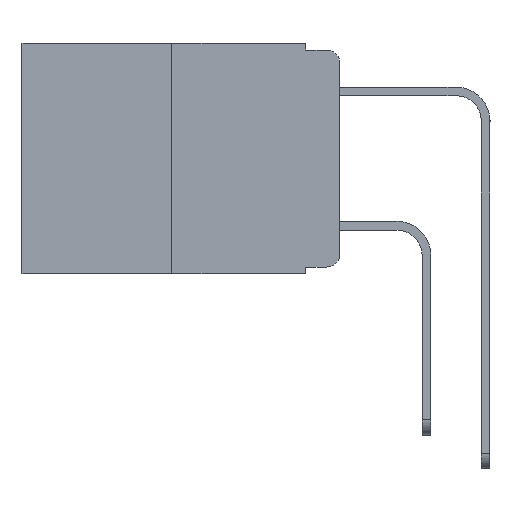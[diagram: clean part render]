
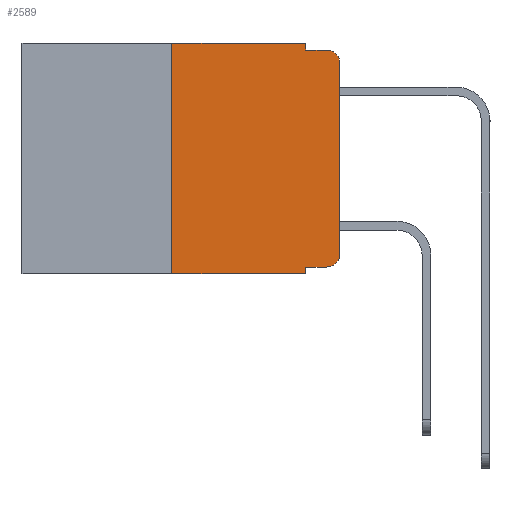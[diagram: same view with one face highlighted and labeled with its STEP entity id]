
A CAD part, left-side view. The second image highlights one B-rep face of the part: STEP entity #2589.
In plain terms, the highlighted planar face has unit normal (-1, 0, 0).
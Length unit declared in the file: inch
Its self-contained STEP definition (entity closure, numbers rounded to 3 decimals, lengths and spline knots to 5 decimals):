
#189 = VERTEX_POINT ( 'NONE', #8616 ) ;
#278 = ORIENTED_EDGE ( 'NONE', *, *, #7785, .T. ) ;
#632 = ORIENTED_EDGE ( 'NONE', *, *, #4817, .F. ) ;
#986 = CARTESIAN_POINT ( 'NONE',  ( 0., 0.051, 0. ) ) ;
#1442 = EDGE_LOOP ( 'NONE', ( #4100, #10039, #4801, #2175, #8111, #5493, #278, #632, #3567, #9531 ) ) ;
#1507 = EDGE_CURVE ( 'NONE', #2874, #13621, #8303, .T. ) ;
#1715 = VERTEX_POINT ( 'NONE', #9495 ) ;
#1815 = CARTESIAN_POINT ( 'NONE',  ( 0., 0.02, -0.333 ) ) ;
#1915 = LINE ( 'NONE', #986, #11526 ) ;
#1981 = FACE_OUTER_BOUND ( 'NONE', #1442, .T. ) ;
#2175 = ORIENTED_EDGE ( 'NONE', *, *, #13547, .F. ) ;
#2205 = VECTOR ( 'NONE', #8972, 39.37008 ) ;
#2267 = CARTESIAN_POINT ( 'NONE',  ( 0., 0.473, 0. ) ) ;
#2305 = LINE ( 'NONE', #6636, #13855 ) ;
#2589 = ADVANCED_FACE ( 'NONE', ( #1981 ), #12612, .F. ) ;
#2802 = EDGE_CURVE ( 'NONE', #13621, #12905, #10374, .T. ) ;
#2874 = VERTEX_POINT ( 'NONE', #13659 ) ;
#3132 = CARTESIAN_POINT ( 'NONE',  ( 0., 0.051, -0.01 ) ) ;
#3567 = ORIENTED_EDGE ( 'NONE', *, *, #8940, .T. ) ;
#3642 = CARTESIAN_POINT ( 'NONE',  ( 0., 0.473, 0. ) ) ;
#3843 = CARTESIAN_POINT ( 'NONE',  ( 0., 0.051, -0.343 ) ) ;
#4100 = ORIENTED_EDGE ( 'NONE', *, *, #1507, .T. ) ;
#4396 = CARTESIAN_POINT ( 'NONE',  ( 0., 0.02, -0.01 ) ) ;
#4639 = VECTOR ( 'NONE', #8474, 39.37008 ) ;
#4801 = ORIENTED_EDGE ( 'NONE', *, *, #5490, .F. ) ;
#4817 = EDGE_CURVE ( 'NONE', #1715, #14376, #13470, .T. ) ;
#4892 = VECTOR ( 'NONE', #8402, 39.37008 ) ;
#5104 = CARTESIAN_POINT ( 'NONE',  ( 0., 0.25, 0. ) ) ;
#5490 = EDGE_CURVE ( 'NONE', #11552, #12905, #13822, .T. ) ;
#5493 = ORIENTED_EDGE ( 'NONE', *, *, #6710, .F. ) ;
#5727 = AXIS2_PLACEMENT_3D ( 'NONE', #6644, #7762, #6419 ) ;
#5935 = DIRECTION ( 'NONE',  ( 0., -1., 0. ) ) ;
#6124 = DIRECTION ( 'NONE',  ( -1., 0., 0. ) ) ;
#6180 = VECTOR ( 'NONE', #5935, 39.37008 ) ;
#6419 = DIRECTION ( 'NONE',  ( 0., 0., -1. ) ) ;
#6636 = CARTESIAN_POINT ( 'NONE',  ( 0., 0.051, -0.333 ) ) ;
#6644 = CARTESIAN_POINT ( 'NONE',  ( 0., 0.02, -0.03 ) ) ;
#6710 = EDGE_CURVE ( 'NONE', #189, #11668, #7612, .T. ) ;
#7612 = LINE ( 'NONE', #5104, #4639 ) ;
#7726 = AXIS2_PLACEMENT_3D ( 'NONE', #12840, #6124, #13961 ) ;
#7762 = DIRECTION ( 'NONE',  ( -1., 0., 0. ) ) ;
#7785 = EDGE_CURVE ( 'NONE', #189, #14376, #9160, .T. ) ;
#7926 = EDGE_CURVE ( 'NONE', #13353, #2874, #13025, .T. ) ;
#8111 = ORIENTED_EDGE ( 'NONE', *, *, #12282, .F. ) ;
#8297 = DIRECTION ( 'NONE',  ( 0., 0., -1. ) ) ;
#8303 = LINE ( 'NONE', #11647, #8649 ) ;
#8309 = DIRECTION ( 'NONE',  ( 0., 0., 1. ) ) ;
#8402 = DIRECTION ( 'NONE',  ( 0., -1., 0. ) ) ;
#8474 = DIRECTION ( 'NONE',  ( 0., 0., 1. ) ) ;
#8616 = CARTESIAN_POINT ( 'NONE',  ( 0., 0.25, -0.343 ) ) ;
#8649 = VECTOR ( 'NONE', #8309, 39.37008 ) ;
#8880 = CARTESIAN_POINT ( 'NONE',  ( 0., 0.25, 0. ) ) ;
#8940 = EDGE_CURVE ( 'NONE', #1715, #13353, #2305, .T. ) ;
#8972 = DIRECTION ( 'NONE',  ( 0., -1., 0. ) ) ;
#9160 = LINE ( 'NONE', #12644, #6180 ) ;
#9277 = CARTESIAN_POINT ( 'NONE',  ( 0., 0., -0.03 ) ) ;
#9495 = CARTESIAN_POINT ( 'NONE',  ( 0., 0.051, -0.333 ) ) ;
#9531 = ORIENTED_EDGE ( 'NONE', *, *, #7926, .T. ) ;
#9535 = CARTESIAN_POINT ( 'NONE',  ( 0., 0.051, -0.01 ) ) ;
#10039 = ORIENTED_EDGE ( 'NONE', *, *, #2802, .T. ) ;
#10374 = CIRCLE ( 'NONE', #5727, 0.02 ) ;
#10517 = AXIS2_PLACEMENT_3D ( 'NONE', #3642, #11469, #8297 ) ;
#11040 = DIRECTION ( 'NONE',  ( 0., 0., -1. ) ) ;
#11469 = DIRECTION ( 'NONE',  ( 1., 0., 0. ) ) ;
#11526 = VECTOR ( 'NONE', #11040, 39.37008 ) ;
#11552 = VERTEX_POINT ( 'NONE', #3132 ) ;
#11647 = CARTESIAN_POINT ( 'NONE',  ( 0., 0., 0. ) ) ;
#11668 = VERTEX_POINT ( 'NONE', #8880 ) ;
#12221 = DIRECTION ( 'NONE',  ( 0., -1., 0. ) ) ;
#12282 = EDGE_CURVE ( 'NONE', #11668, #13751, #13761, .T. ) ;
#12612 = PLANE ( 'NONE',  #10517 ) ;
#12644 = CARTESIAN_POINT ( 'NONE',  ( 0., 0.473, -0.343 ) ) ;
#12840 = CARTESIAN_POINT ( 'NONE',  ( 0., 0.02, -0.313 ) ) ;
#12861 = CARTESIAN_POINT ( 'NONE',  ( 0., 0.051, 0. ) ) ;
#12892 = DIRECTION ( 'NONE',  ( 0., 0., -1. ) ) ;
#12905 = VERTEX_POINT ( 'NONE', #4396 ) ;
#13025 = CIRCLE ( 'NONE', #7726, 0.02 ) ;
#13128 = VECTOR ( 'NONE', #12892, 39.37008 ) ;
#13353 = VERTEX_POINT ( 'NONE', #1815 ) ;
#13470 = LINE ( 'NONE', #14009, #13128 ) ;
#13547 = EDGE_CURVE ( 'NONE', #13751, #11552, #1915, .T. ) ;
#13621 = VERTEX_POINT ( 'NONE', #9277 ) ;
#13659 = CARTESIAN_POINT ( 'NONE',  ( 0., 0., -0.313 ) ) ;
#13751 = VERTEX_POINT ( 'NONE', #12861 ) ;
#13761 = LINE ( 'NONE', #2267, #2205 ) ;
#13822 = LINE ( 'NONE', #9535, #4892 ) ;
#13855 = VECTOR ( 'NONE', #12221, 39.37008 ) ;
#13961 = DIRECTION ( 'NONE',  ( 0., 0., -1. ) ) ;
#14009 = CARTESIAN_POINT ( 'NONE',  ( 0., 0.051, 0. ) ) ;
#14376 = VERTEX_POINT ( 'NONE', #3843 ) ;
